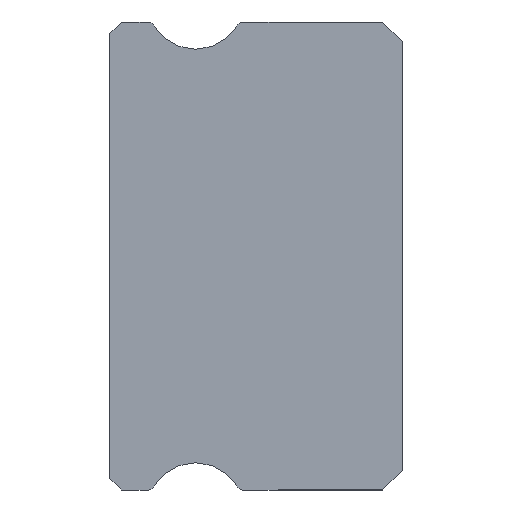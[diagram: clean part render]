
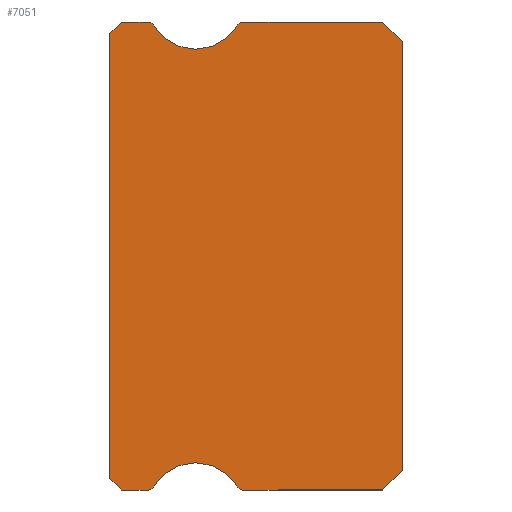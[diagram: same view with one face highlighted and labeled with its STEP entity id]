
A CAD part, left-side view. The second image highlights one B-rep face of the part: STEP entity #7051.
In plain terms, the highlighted planar face has unit normal (-1, 0, 0).
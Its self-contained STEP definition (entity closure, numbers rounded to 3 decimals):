
#15 = CARTESIAN_POINT ( 'NONE',  ( -15., 6.383, -5.925 ) ) ;
#179 = CARTESIAN_POINT ( 'NONE',  ( -15., 7.2, -6. ) ) ;
#200 = LINE ( 'NONE', #3745, #3970 ) ;
#225 = DIRECTION ( 'NONE',  ( 0., 0., -1. ) ) ;
#233 = ORIENTED_EDGE ( 'NONE', *, *, #3944, .F. ) ;
#258 = CARTESIAN_POINT ( 'NONE',  ( -15., 6.512, 5.85 ) ) ;
#405 = CARTESIAN_POINT ( 'NONE',  ( -15., 5.3, 5.3 ) ) ;
#424 = DIRECTION ( 'NONE',  ( 0., 0., -1. ) ) ;
#429 = LINE ( 'NONE', #2918, #3862 ) ;
#491 = DIRECTION ( 'NONE',  ( 0., 0.707, -0.707 ) ) ;
#529 = EDGE_CURVE ( 'NONE', #3014, #2911, #200, .T. ) ;
#545 = LINE ( 'NONE', #4542, #4313 ) ;
#549 = CARTESIAN_POINT ( 'NONE',  ( -15., 7.5, 5.7 ) ) ;
#561 = DIRECTION ( 'NONE',  ( 0., -0.707, -0.707 ) ) ;
#580 = DIRECTION ( 'NONE',  ( 0., 0., 1. ) ) ;
#601 = VERTEX_POINT ( 'NONE', #15 ) ;
#618 = EDGE_CURVE ( 'NONE', #2961, #7251, #429, .T. ) ;
#619 = VECTOR ( 'NONE', #561, 1000. ) ;
#624 = LINE ( 'NONE', #2979, #2768 ) ;
#835 = VERTEX_POINT ( 'NONE', #6667 ) ;
#881 = LINE ( 'NONE', #1434, #3432 ) ;
#979 = EDGE_CURVE ( 'NONE', #2926, #1544, #6800, .T. ) ;
#1069 = EDGE_CURVE ( 'NONE', #1544, #7302, #5208, .T. ) ;
#1085 = VERTEX_POINT ( 'NONE', #3681 ) ;
#1146 = VECTOR ( 'NONE', #491, 1000. ) ;
#1345 = DIRECTION ( 'NONE',  ( 0., 0., -1. ) ) ;
#1434 = CARTESIAN_POINT ( 'NONE',  ( -15., 7.2, -6. ) ) ;
#1438 = VERTEX_POINT ( 'NONE', #6578 ) ;
#1459 = EDGE_CURVE ( 'NONE', #7436, #6752, #4087, .T. ) ;
#1544 = VERTEX_POINT ( 'NONE', #405 ) ;
#1747 = VERTEX_POINT ( 'NONE', #2249 ) ;
#1788 = CARTESIAN_POINT ( 'NONE',  ( -15., 6.383, 5.925 ) ) ;
#1832 = ORIENTED_EDGE ( 'NONE', *, *, #979, .F. ) ;
#1864 = AXIS2_PLACEMENT_3D ( 'NONE', #4111, #3115, #7260 ) ;
#1892 = CARTESIAN_POINT ( 'NONE',  ( -15., 5.3, 6.55 ) ) ;
#1962 = DIRECTION ( 'NONE',  ( -1., 0., 0. ) ) ;
#2006 = ORIENTED_EDGE ( 'NONE', *, *, #3316, .F. ) ;
#2035 = ORIENTED_EDGE ( 'NONE', *, *, #4763, .T. ) ;
#2249 = CARTESIAN_POINT ( 'NONE',  ( -15., 7.5, -5.7 ) ) ;
#2269 = AXIS2_PLACEMENT_3D ( 'NONE', #1892, #1962, #1345 ) ;
#2357 = AXIS2_PLACEMENT_3D ( 'NONE', #258, #2543, #225 ) ;
#2387 = CARTESIAN_POINT ( 'NONE',  ( -15., 5.3, -6.55 ) ) ;
#2432 = EDGE_CURVE ( 'NONE', #2961, #835, #5375, .T. ) ;
#2454 = CARTESIAN_POINT ( 'NONE',  ( -15., 0.5, -6. ) ) ;
#2543 = DIRECTION ( 'NONE',  ( 1., 0., 0. ) ) ;
#2554 = DIRECTION ( 'NONE',  ( 0., -1., 0. ) ) ;
#2559 = ORIENTED_EDGE ( 'NONE', *, *, #1069, .F. ) ;
#2594 = EDGE_CURVE ( 'NONE', #2911, #5947, #3413, .T. ) ;
#2605 = AXIS2_PLACEMENT_3D ( 'NONE', #2387, #4145, #4177 ) ;
#2632 = CARTESIAN_POINT ( 'NONE',  ( -15., 7.5, 5.85 ) ) ;
#2654 = CARTESIAN_POINT ( 'NONE',  ( -15., 4.088, -6. ) ) ;
#2663 = CARTESIAN_POINT ( 'NONE',  ( -15., 4.217, -5.925 ) ) ;
#2747 = DIRECTION ( 'NONE',  ( 0., 0., -1. ) ) ;
#2768 = VECTOR ( 'NONE', #5350, 1000. ) ;
#2775 = EDGE_CURVE ( 'NONE', #7251, #7436, #545, .T. ) ;
#2843 = CARTESIAN_POINT ( 'NONE',  ( -15., 0.5, 6. ) ) ;
#2911 = VERTEX_POINT ( 'NONE', #4842 ) ;
#2918 = CARTESIAN_POINT ( 'NONE',  ( -15., 0., -5.5 ) ) ;
#2926 = VERTEX_POINT ( 'NONE', #1788 ) ;
#2931 = EDGE_CURVE ( 'NONE', #601, #1085, #5170, .T. ) ;
#2961 = VERTEX_POINT ( 'NONE', #3185 ) ;
#2969 = EDGE_CURVE ( 'NONE', #3014, #2926, #5410, .T. ) ;
#2979 = CARTESIAN_POINT ( 'NONE',  ( -15., 6.512, 6. ) ) ;
#3014 = VERTEX_POINT ( 'NONE', #4993 ) ;
#3115 = DIRECTION ( 'NONE',  ( 1., 0., 0. ) ) ;
#3185 = CARTESIAN_POINT ( 'NONE',  ( -15., 0., -5.5 ) ) ;
#3211 = CARTESIAN_POINT ( 'NONE',  ( -15., 5.3, 6.55 ) ) ;
#3286 = VERTEX_POINT ( 'NONE', #6185 ) ;
#3316 = EDGE_CURVE ( 'NONE', #3286, #835, #5322, .T. ) ;
#3413 = LINE ( 'NONE', #5757, #1146 ) ;
#3432 = VECTOR ( 'NONE', #7256, 1000. ) ;
#3494 = ORIENTED_EDGE ( 'NONE', *, *, #2931, .F. ) ;
#3555 = DIRECTION ( 'NONE',  ( 0., 1., 0. ) ) ;
#3681 = CARTESIAN_POINT ( 'NONE',  ( -15., 6.512, -6. ) ) ;
#3745 = CARTESIAN_POINT ( 'NONE',  ( -15., 7.2, 6. ) ) ;
#3760 = EDGE_LOOP ( 'NONE', ( #5911, #233, #6747, #2035, #3494, #6519, #7603, #7541, #6412, #6113, #2006, #3869, #5835, #2559, #1832, #6777, #4279 ) ) ;
#3818 = LINE ( 'NONE', #2632, #4572 ) ;
#3862 = VECTOR ( 'NONE', #5891, 1000. ) ;
#3869 = ORIENTED_EDGE ( 'NONE', *, *, #4767, .F. ) ;
#3944 = EDGE_CURVE ( 'NONE', #1747, #5947, #3818, .T. ) ;
#3970 = VECTOR ( 'NONE', #3555, 1000. ) ;
#4087 = CIRCLE ( 'NONE', #4814, 0.15 ) ;
#4111 = CARTESIAN_POINT ( 'NONE',  ( -15., 6.512, -5.85 ) ) ;
#4145 = DIRECTION ( 'NONE',  ( -1., 0., 0. ) ) ;
#4177 = DIRECTION ( 'NONE',  ( 0., 0., -1. ) ) ;
#4228 = CARTESIAN_POINT ( 'NONE',  ( -15., 4.217, 5.925 ) ) ;
#4279 = ORIENTED_EDGE ( 'NONE', *, *, #529, .T. ) ;
#4313 = VECTOR ( 'NONE', #6368, 1000. ) ;
#4372 = VERTEX_POINT ( 'NONE', #179 ) ;
#4542 = CARTESIAN_POINT ( 'NONE',  ( -15., 6.512, -6. ) ) ;
#4556 = DIRECTION ( 'NONE',  ( -1., 0., 0. ) ) ;
#4572 = VECTOR ( 'NONE', #5538, 1000. ) ;
#4700 = AXIS2_PLACEMENT_3D ( 'NONE', #5222, #6843, #424 ) ;
#4763 = EDGE_CURVE ( 'NONE', #4372, #1085, #5882, .T. ) ;
#4767 = EDGE_CURVE ( 'NONE', #1438, #3286, #624, .T. ) ;
#4774 = CARTESIAN_POINT ( 'NONE',  ( -15., 4.088, -5.85 ) ) ;
#4794 = CARTESIAN_POINT ( 'NONE',  ( -15., 0., 5.5 ) ) ;
#4814 = AXIS2_PLACEMENT_3D ( 'NONE', #4774, #7128, #5392 ) ;
#4842 = CARTESIAN_POINT ( 'NONE',  ( -15., 7.2, 6. ) ) ;
#4993 = CARTESIAN_POINT ( 'NONE',  ( -15., 6.512, 6. ) ) ;
#5086 = AXIS2_PLACEMENT_3D ( 'NONE', #7351, #5612, #2747 ) ;
#5170 = CIRCLE ( 'NONE', #1864, 0.15 ) ;
#5208 = CIRCLE ( 'NONE', #2269, 1.25 ) ;
#5222 = CARTESIAN_POINT ( 'NONE',  ( -15., 4.088, 5.85 ) ) ;
#5322 = LINE ( 'NONE', #2843, #619 ) ;
#5350 = DIRECTION ( 'NONE',  ( 0., -1., 0. ) ) ;
#5375 = LINE ( 'NONE', #4794, #6758 ) ;
#5392 = DIRECTION ( 'NONE',  ( 0., 0., -1. ) ) ;
#5410 = CIRCLE ( 'NONE', #2357, 0.15 ) ;
#5538 = DIRECTION ( 'NONE',  ( 0., 0., 1. ) ) ;
#5612 = DIRECTION ( 'NONE',  ( 1., 0., 0. ) ) ;
#5726 = PLANE ( 'NONE',  #5086 ) ;
#5742 = DIRECTION ( 'NONE',  ( 0., 0., -1. ) ) ;
#5757 = CARTESIAN_POINT ( 'NONE',  ( -15., 7.5, 5.7 ) ) ;
#5778 = EDGE_CURVE ( 'NONE', #1747, #4372, #881, .T. ) ;
#5835 = ORIENTED_EDGE ( 'NONE', *, *, #6855, .F. ) ;
#5882 = LINE ( 'NONE', #6573, #7536 ) ;
#5891 = DIRECTION ( 'NONE',  ( 0., 0.707, -0.707 ) ) ;
#5911 = ORIENTED_EDGE ( 'NONE', *, *, #2594, .T. ) ;
#5928 = CIRCLE ( 'NONE', #4700, 0.15 ) ;
#5947 = VERTEX_POINT ( 'NONE', #549 ) ;
#6113 = ORIENTED_EDGE ( 'NONE', *, *, #2432, .T. ) ;
#6185 = CARTESIAN_POINT ( 'NONE',  ( -15., 0.5, 6. ) ) ;
#6291 = CIRCLE ( 'NONE', #2605, 1.25 ) ;
#6368 = DIRECTION ( 'NONE',  ( 0., 1., 0. ) ) ;
#6412 = ORIENTED_EDGE ( 'NONE', *, *, #618, .F. ) ;
#6419 = AXIS2_PLACEMENT_3D ( 'NONE', #3211, #4556, #5742 ) ;
#6519 = ORIENTED_EDGE ( 'NONE', *, *, #7221, .F. ) ;
#6573 = CARTESIAN_POINT ( 'NONE',  ( -15., 6.512, -6. ) ) ;
#6578 = CARTESIAN_POINT ( 'NONE',  ( -15., 4.088, 6. ) ) ;
#6667 = CARTESIAN_POINT ( 'NONE',  ( -15., 0., 5.5 ) ) ;
#6747 = ORIENTED_EDGE ( 'NONE', *, *, #5778, .T. ) ;
#6752 = VERTEX_POINT ( 'NONE', #2663 ) ;
#6758 = VECTOR ( 'NONE', #580, 1000. ) ;
#6777 = ORIENTED_EDGE ( 'NONE', *, *, #2969, .F. ) ;
#6800 = CIRCLE ( 'NONE', #6419, 1.25 ) ;
#6843 = DIRECTION ( 'NONE',  ( 1., 0., 0. ) ) ;
#6846 = FACE_OUTER_BOUND ( 'NONE', #3760, .T. ) ;
#6855 = EDGE_CURVE ( 'NONE', #7302, #1438, #5928, .T. ) ;
#7051 = ADVANCED_FACE ( 'NONE', ( #6846 ), #5726, .F. ) ;
#7128 = DIRECTION ( 'NONE',  ( 1., 0., 0. ) ) ;
#7221 = EDGE_CURVE ( 'NONE', #6752, #601, #6291, .T. ) ;
#7251 = VERTEX_POINT ( 'NONE', #2454 ) ;
#7256 = DIRECTION ( 'NONE',  ( 0., -0.707, -0.707 ) ) ;
#7260 = DIRECTION ( 'NONE',  ( 0., 0., -1. ) ) ;
#7302 = VERTEX_POINT ( 'NONE', #4228 ) ;
#7351 = CARTESIAN_POINT ( 'NONE',  ( -15., 6.512, 5.85 ) ) ;
#7436 = VERTEX_POINT ( 'NONE', #2654 ) ;
#7536 = VECTOR ( 'NONE', #2554, 1000. ) ;
#7541 = ORIENTED_EDGE ( 'NONE', *, *, #2775, .F. ) ;
#7603 = ORIENTED_EDGE ( 'NONE', *, *, #1459, .F. ) ;
